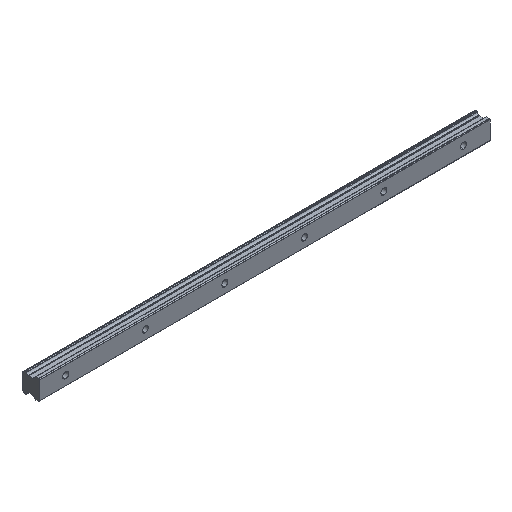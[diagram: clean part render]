
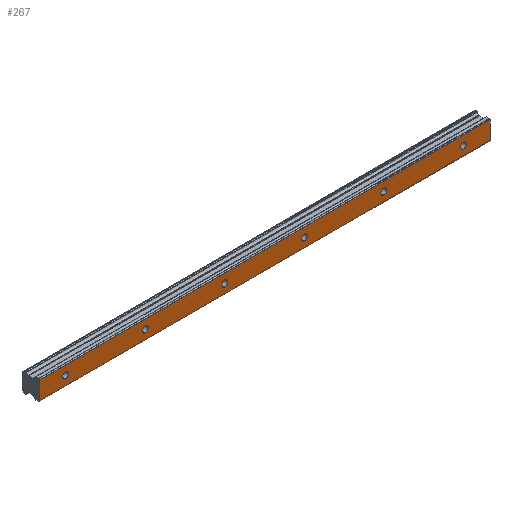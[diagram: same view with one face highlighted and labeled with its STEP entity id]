
A CAD part, isometric view. The second image highlights one B-rep face of the part: STEP entity #267.
In plain terms, the highlighted planar face has unit normal (0, -1, 0).
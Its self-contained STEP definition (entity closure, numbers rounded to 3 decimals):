
#6 = VERTEX_POINT ( 'NONE', #1281 ) ;
#15 = CARTESIAN_POINT ( 'NONE',  ( 120., 0., -2.25 ) ) ;
#20 = EDGE_CURVE ( 'NONE', #1740, #1711, #1442, .T. ) ;
#26 = AXIS2_PLACEMENT_3D ( 'NONE', #1936, #216, #991 ) ;
#49 = CARTESIAN_POINT ( 'NONE',  ( 320., 0., 6.786 ) ) ;
#72 = EDGE_CURVE ( 'NONE', #2298, #1385, #2238, .T. ) ;
#78 = CIRCLE ( 'NONE', #2040, 2.25 ) ;
#115 = AXIS2_PLACEMENT_3D ( 'NONE', #2165, #1613, #461 ) ;
#124 = CARTESIAN_POINT ( 'NONE',  ( 60., 0., 0. ) ) ;
#139 = DIRECTION ( 'NONE',  ( 0., -1., 0. ) ) ;
#153 = LINE ( 'NONE', #602, #1210 ) ;
#173 = VERTEX_POINT ( 'NONE', #49 ) ;
#191 = CIRCLE ( 'NONE', #1758, 2.25 ) ;
#207 = EDGE_CURVE ( 'NONE', #1844, #1832, #786, .T. ) ;
#216 = DIRECTION ( 'NONE',  ( 0., -1., 0. ) ) ;
#220 = ORIENTED_EDGE ( 'NONE', *, *, #1866, .F. ) ;
#232 = AXIS2_PLACEMENT_3D ( 'NONE', #2315, #2303, #571 ) ;
#236 = DIRECTION ( 'NONE',  ( 0., 0., 1. ) ) ;
#239 = DIRECTION ( 'NONE',  ( 0., 0., 1. ) ) ;
#267 = ADVANCED_FACE ( 'NONE', ( #1431, #1692, #2465, #1507, #861, #2191, #475 ), #1478, .F. ) ;
#293 = EDGE_LOOP ( 'NONE', ( #429, #534 ) ) ;
#345 = ORIENTED_EDGE ( 'NONE', *, *, #1181, .F. ) ;
#349 = EDGE_CURVE ( 'NONE', #572, #2105, #659, .T. ) ;
#354 = VECTOR ( 'NONE', #1346, 1000. ) ;
#361 = CARTESIAN_POINT ( 'NONE',  ( 300., 0., 0. ) ) ;
#362 = ORIENTED_EDGE ( 'NONE', *, *, #1896, .F. ) ;
#407 = DIRECTION ( 'NONE',  ( 0., -1., 0. ) ) ;
#415 = VERTEX_POINT ( 'NONE', #994 ) ;
#426 = LINE ( 'NONE', #1372, #1441 ) ;
#429 = ORIENTED_EDGE ( 'NONE', *, *, #1833, .F. ) ;
#461 = DIRECTION ( 'NONE',  ( 0., 0., 1. ) ) ;
#475 = FACE_BOUND ( 'NONE', #781, .T. ) ;
#493 = ORIENTED_EDGE ( 'NONE', *, *, #1106, .F. ) ;
#534 = ORIENTED_EDGE ( 'NONE', *, *, #20, .F. ) ;
#542 = CARTESIAN_POINT ( 'NONE',  ( 0., 0., -2.25 ) ) ;
#545 = CARTESIAN_POINT ( 'NONE',  ( 320., 0., -6.786 ) ) ;
#565 = DIRECTION ( 'NONE',  ( 1., 0., 0. ) ) ;
#571 = DIRECTION ( 'NONE',  ( 0., 0., 1. ) ) ;
#572 = VERTEX_POINT ( 'NONE', #2260 ) ;
#573 = DIRECTION ( 'NONE',  ( 0., -1., 0. ) ) ;
#602 = CARTESIAN_POINT ( 'NONE',  ( -20., 0., 6.786 ) ) ;
#635 = CARTESIAN_POINT ( 'NONE',  ( 0., 0., 0. ) ) ;
#647 = DIRECTION ( 'NONE',  ( 0., 0., 1. ) ) ;
#659 = CIRCLE ( 'NONE', #232, 2.25 ) ;
#662 = CIRCLE ( 'NONE', #885, 2.25 ) ;
#666 = CIRCLE ( 'NONE', #1161, 2.25 ) ;
#677 = ORIENTED_EDGE ( 'NONE', *, *, #72, .F. ) ;
#705 = CIRCLE ( 'NONE', #1048, 2.25 ) ;
#708 = EDGE_CURVE ( 'NONE', #1898, #415, #1376, .T. ) ;
#710 = AXIS2_PLACEMENT_3D ( 'NONE', #2265, #1053, #1321 ) ;
#738 = ORIENTED_EDGE ( 'NONE', *, *, #1687, .F. ) ;
#739 = CARTESIAN_POINT ( 'NONE',  ( 180., 0., -2.25 ) ) ;
#749 = AXIS2_PLACEMENT_3D ( 'NONE', #1144, #573, #759 ) ;
#759 = DIRECTION ( 'NONE',  ( 0., 0., 1. ) ) ;
#781 = EDGE_LOOP ( 'NONE', ( #345, #493 ) ) ;
#786 = CIRCLE ( 'NONE', #26, 2.25 ) ;
#814 = DIRECTION ( 'NONE',  ( 0., -1., 0. ) ) ;
#861 = FACE_BOUND ( 'NONE', #1036, .T. ) ;
#885 = AXIS2_PLACEMENT_3D ( 'NONE', #2295, #1750, #236 ) ;
#928 = VERTEX_POINT ( 'NONE', #2157 ) ;
#988 = EDGE_CURVE ( 'NONE', #6, #173, #426, .T. ) ;
#991 = DIRECTION ( 'NONE',  ( 0., 0., 1. ) ) ;
#994 = CARTESIAN_POINT ( 'NONE',  ( -20., 0., -6.786 ) ) ;
#1012 = CARTESIAN_POINT ( 'NONE',  ( 320., 0., -6.786 ) ) ;
#1033 = ORIENTED_EDGE ( 'NONE', *, *, #988, .F. ) ;
#1036 = EDGE_LOOP ( 'NONE', ( #1242, #677 ) ) ;
#1048 = AXIS2_PLACEMENT_3D ( 'NONE', #1238, #814, #1255 ) ;
#1053 = DIRECTION ( 'NONE',  ( 0., 1., 0. ) ) ;
#1078 = EDGE_CURVE ( 'NONE', #1385, #2298, #191, .T. ) ;
#1103 = ORIENTED_EDGE ( 'NONE', *, *, #349, .F. ) ;
#1106 = EDGE_CURVE ( 'NONE', #928, #1569, #2153, .T. ) ;
#1107 = EDGE_CURVE ( 'NONE', #2105, #572, #705, .T. ) ;
#1110 = DIRECTION ( 'NONE',  ( 0., 0., 1. ) ) ;
#1144 = CARTESIAN_POINT ( 'NONE',  ( 0., 0., 0. ) ) ;
#1152 = DIRECTION ( 'NONE',  ( 0., 0., 1. ) ) ;
#1157 = ORIENTED_EDGE ( 'NONE', *, *, #207, .F. ) ;
#1161 = AXIS2_PLACEMENT_3D ( 'NONE', #124, #2454, #1110 ) ;
#1162 = AXIS2_PLACEMENT_3D ( 'NONE', #2176, #1623, #647 ) ;
#1181 = EDGE_CURVE ( 'NONE', #1569, #928, #666, .T. ) ;
#1210 = VECTOR ( 'NONE', #2458, 1000. ) ;
#1218 = AXIS2_PLACEMENT_3D ( 'NONE', #361, #407, #1152 ) ;
#1238 = CARTESIAN_POINT ( 'NONE',  ( 240., 0., 0. ) ) ;
#1242 = ORIENTED_EDGE ( 'NONE', *, *, #1078, .F. ) ;
#1247 = DIRECTION ( 'NONE',  ( 0., -1., 0. ) ) ;
#1255 = DIRECTION ( 'NONE',  ( 0., 0., 1. ) ) ;
#1281 = CARTESIAN_POINT ( 'NONE',  ( -20., 0., 6.786 ) ) ;
#1291 = VERTEX_POINT ( 'NONE', #1521 ) ;
#1321 = DIRECTION ( 'NONE',  ( 0., 0., 1. ) ) ;
#1324 = DIRECTION ( 'NONE',  ( 0., 0., 1. ) ) ;
#1346 = DIRECTION ( 'NONE',  ( 0., 0., -1. ) ) ;
#1372 = CARTESIAN_POINT ( 'NONE',  ( 320., 0., 6.786 ) ) ;
#1376 = LINE ( 'NONE', #545, #2275 ) ;
#1385 = VERTEX_POINT ( 'NONE', #2013 ) ;
#1431 = FACE_OUTER_BOUND ( 'NONE', #2127, .T. ) ;
#1441 = VECTOR ( 'NONE', #565, 1000. ) ;
#1442 = CIRCLE ( 'NONE', #1529, 2.25 ) ;
#1469 = EDGE_CURVE ( 'NONE', #415, #6, #153, .T. ) ;
#1478 = PLANE ( 'NONE',  #710 ) ;
#1506 = CARTESIAN_POINT ( 'NONE',  ( 240., 0., -2.25 ) ) ;
#1507 = FACE_BOUND ( 'NONE', #1757, .T. ) ;
#1521 = CARTESIAN_POINT ( 'NONE',  ( 300., 0., -2.25 ) ) ;
#1527 = DIRECTION ( 'NONE',  ( 0., -1., 0. ) ) ;
#1529 = AXIS2_PLACEMENT_3D ( 'NONE', #635, #1247, #2025 ) ;
#1566 = DIRECTION ( 'NONE',  ( -1., 0., 0. ) ) ;
#1569 = VERTEX_POINT ( 'NONE', #1636 ) ;
#1613 = DIRECTION ( 'NONE',  ( 0., -1., 0. ) ) ;
#1615 = ORIENTED_EDGE ( 'NONE', *, *, #708, .F. ) ;
#1623 = DIRECTION ( 'NONE',  ( 0., -1., 0. ) ) ;
#1635 = ORIENTED_EDGE ( 'NONE', *, *, #1107, .F. ) ;
#1636 = CARTESIAN_POINT ( 'NONE',  ( 60., 0., 2.25 ) ) ;
#1681 = CARTESIAN_POINT ( 'NONE',  ( 120., 0., 0. ) ) ;
#1687 = EDGE_CURVE ( 'NONE', #1832, #1844, #78, .T. ) ;
#1692 = FACE_BOUND ( 'NONE', #293, .T. ) ;
#1711 = VERTEX_POINT ( 'NONE', #2028 ) ;
#1729 = ORIENTED_EDGE ( 'NONE', *, *, #1469, .F. ) ;
#1740 = VERTEX_POINT ( 'NONE', #542 ) ;
#1750 = DIRECTION ( 'NONE',  ( 0., -1., 0. ) ) ;
#1757 = EDGE_LOOP ( 'NONE', ( #1103, #1635 ) ) ;
#1758 = AXIS2_PLACEMENT_3D ( 'NONE', #2299, #1527, #239 ) ;
#1805 = VERTEX_POINT ( 'NONE', #2052 ) ;
#1830 = EDGE_LOOP ( 'NONE', ( #1157, #738 ) ) ;
#1832 = VERTEX_POINT ( 'NONE', #15 ) ;
#1833 = EDGE_CURVE ( 'NONE', #1711, #1740, #1873, .T. ) ;
#1844 = VERTEX_POINT ( 'NONE', #2125 ) ;
#1866 = EDGE_CURVE ( 'NONE', #173, #1898, #2319, .T. ) ;
#1873 = CIRCLE ( 'NONE', #749, 2.25 ) ;
#1896 = EDGE_CURVE ( 'NONE', #1805, #1291, #662, .T. ) ;
#1898 = VERTEX_POINT ( 'NONE', #1012 ) ;
#1902 = CARTESIAN_POINT ( 'NONE',  ( 320., 0., 6.786 ) ) ;
#1936 = CARTESIAN_POINT ( 'NONE',  ( 120., 0., 0. ) ) ;
#2013 = CARTESIAN_POINT ( 'NONE',  ( 180., 0., 2.25 ) ) ;
#2025 = DIRECTION ( 'NONE',  ( 0., 0., 1. ) ) ;
#2028 = CARTESIAN_POINT ( 'NONE',  ( 0., 0., 2.25 ) ) ;
#2029 = EDGE_LOOP ( 'NONE', ( #362, #2476 ) ) ;
#2040 = AXIS2_PLACEMENT_3D ( 'NONE', #1681, #139, #1324 ) ;
#2052 = CARTESIAN_POINT ( 'NONE',  ( 300., 0., 2.25 ) ) ;
#2105 = VERTEX_POINT ( 'NONE', #1506 ) ;
#2125 = CARTESIAN_POINT ( 'NONE',  ( 120., 0., 2.25 ) ) ;
#2127 = EDGE_LOOP ( 'NONE', ( #1615, #220, #1033, #1729 ) ) ;
#2153 = CIRCLE ( 'NONE', #115, 2.25 ) ;
#2157 = CARTESIAN_POINT ( 'NONE',  ( 60., 0., -2.25 ) ) ;
#2165 = CARTESIAN_POINT ( 'NONE',  ( 60., 0., 0. ) ) ;
#2167 = CIRCLE ( 'NONE', #1218, 2.25 ) ;
#2176 = CARTESIAN_POINT ( 'NONE',  ( 180., 0., 0. ) ) ;
#2191 = FACE_BOUND ( 'NONE', #1830, .T. ) ;
#2238 = CIRCLE ( 'NONE', #1162, 2.25 ) ;
#2260 = CARTESIAN_POINT ( 'NONE',  ( 240., 0., 2.25 ) ) ;
#2265 = CARTESIAN_POINT ( 'NONE',  ( 320., 0., 6.786 ) ) ;
#2275 = VECTOR ( 'NONE', #1566, 1000. ) ;
#2282 = EDGE_CURVE ( 'NONE', #1291, #1805, #2167, .T. ) ;
#2295 = CARTESIAN_POINT ( 'NONE',  ( 300., 0., 0. ) ) ;
#2298 = VERTEX_POINT ( 'NONE', #739 ) ;
#2299 = CARTESIAN_POINT ( 'NONE',  ( 180., 0., 0. ) ) ;
#2303 = DIRECTION ( 'NONE',  ( 0., -1., 0. ) ) ;
#2315 = CARTESIAN_POINT ( 'NONE',  ( 240., 0., 0. ) ) ;
#2319 = LINE ( 'NONE', #1902, #354 ) ;
#2454 = DIRECTION ( 'NONE',  ( 0., -1., 0. ) ) ;
#2458 = DIRECTION ( 'NONE',  ( 0., 0., 1. ) ) ;
#2465 = FACE_BOUND ( 'NONE', #2029, .T. ) ;
#2476 = ORIENTED_EDGE ( 'NONE', *, *, #2282, .F. ) ;
